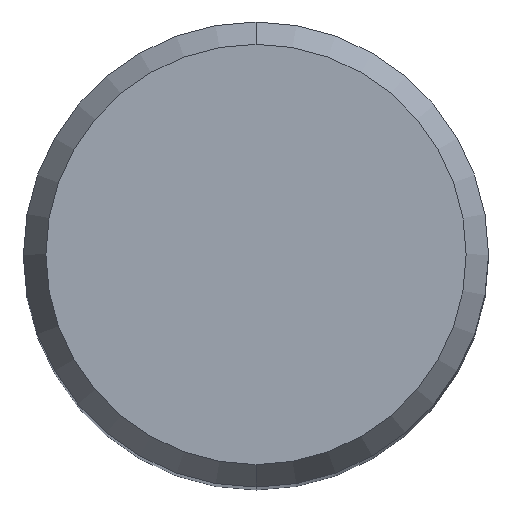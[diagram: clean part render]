
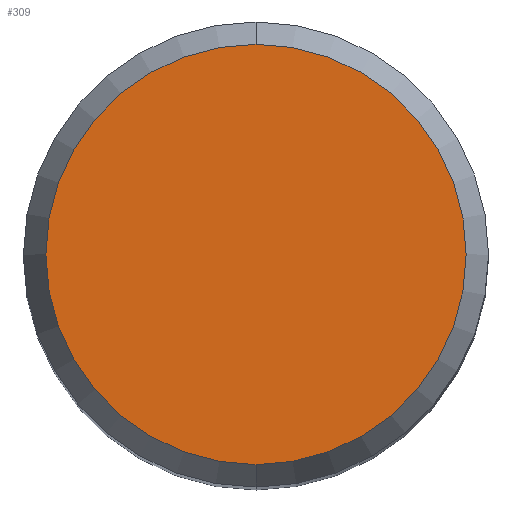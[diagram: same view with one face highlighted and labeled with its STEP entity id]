
A CAD part, top view. The second image highlights one B-rep face of the part: STEP entity #309.
In plain terms, the highlighted planar face has unit normal (0, 0, 1).
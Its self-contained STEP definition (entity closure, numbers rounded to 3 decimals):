
#175=EDGE_CURVE('',#265,#399,#466,.T.);
#265=VERTEX_POINT('',#569);
#309=ADVANCED_FACE('',(#619),#620,.T.);
#399=VERTEX_POINT('',#712);
#425=EDGE_CURVE('',#399,#265,#742,.T.);
#466=CIRCLE('',#782,5.423);
#569=CARTESIAN_POINT('',(0.0,5.423,0.0));
#619=FACE_OUTER_BOUND('',#1131,.T.);
#620=PLANE('',#1132);
#712=CARTESIAN_POINT('',(0.,-5.423,0.0));
#742=CIRCLE('',#1411,5.423);
#782=AXIS2_PLACEMENT_3D('',#1450,#1451,#1452);
#1131=EDGE_LOOP('',(#1662,#1663));
#1132=AXIS2_PLACEMENT_3D('',#1664,#1665,#1666);
#1411=AXIS2_PLACEMENT_3D('',#1759,#1760,#1761);
#1450=CARTESIAN_POINT('',(0.0,0.0,0.0));
#1451=DIRECTION('',(0.0,0.0,-1.0));
#1452=DIRECTION('',(0.0,1.0,0.0));
#1662=ORIENTED_EDGE('',*,*,#175,.F.);
#1663=ORIENTED_EDGE('',*,*,#425,.F.);
#1664=CARTESIAN_POINT('',(0.0,2.711,0.0));
#1665=DIRECTION('',(-0.0,0.0,1.0));
#1666=DIRECTION('',(0.0,-1.0,0.0));
#1759=CARTESIAN_POINT('',(0.0,0.0,0.0));
#1760=DIRECTION('',(0.0,0.0,-1.0));
#1761=DIRECTION('',(0.0,1.0,0.0));
